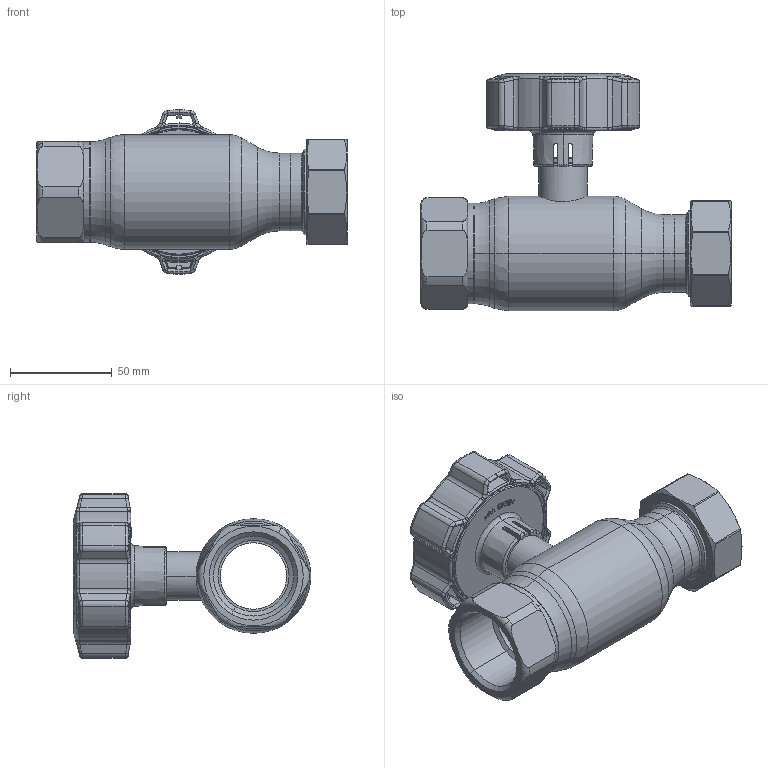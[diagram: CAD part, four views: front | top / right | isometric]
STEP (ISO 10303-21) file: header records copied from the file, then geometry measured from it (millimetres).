
FILE_DESCRIPTION (( 'STEP AP214' ), '1' );
FILE_NAME ('1032002200-1200.step', '2024-01-15T11:44:54', ( '' ), ( '' ), 'SwSTEP 2.0', 'SolidWorks 2021', '' );
FILE_SCHEMA (( 'AUTOMOTIVE_DESIGN' ));
Length unit declared in the file: millimetre
Products named in the file (1): 1032002200-1200
Bounding box: 152.8 x 117.1 x 81 mm (x, y, z)
Surface area: 66924 mm2 (no closed solid volume)
Topology: 0 solids, 18 shells, 610 faces, 1751 edges, 1134 vertices
Faces by surface type: bspline 183, cylinder 156, plane 117, cone 83, torus 70, sphere 1
Entity records: 37286 total; most frequent: CARTESIAN_POINT 16487, ORIENTED_EDGE 3099, DIRECTION 2451, EDGE_CURVE 1751, VERTEX_POINT 1134, AXIS2_PLACEMENT_3D 970, B_SPLINE_CURVE_WITH_KNOTS 654, EDGE_LOOP 645
